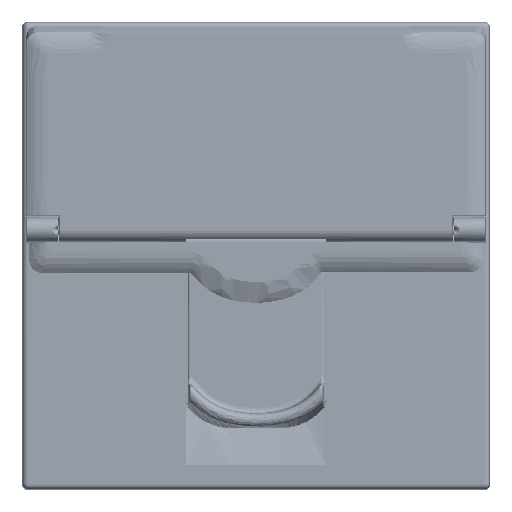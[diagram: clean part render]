
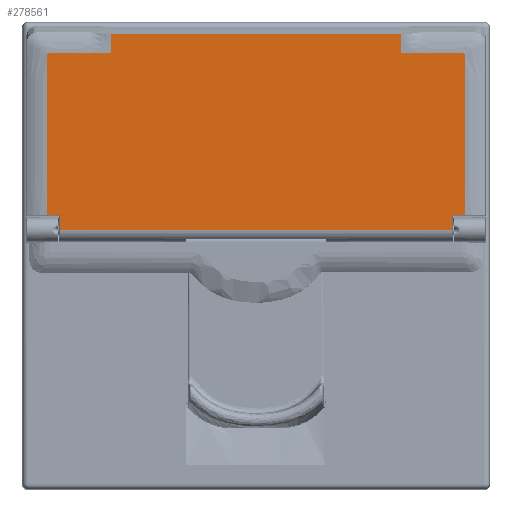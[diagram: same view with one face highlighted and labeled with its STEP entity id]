
A CAD part, top view. The second image highlights one B-rep face of the part: STEP entity #278561.
In plain terms, the highlighted planar face has unit normal (0, 0, 1).
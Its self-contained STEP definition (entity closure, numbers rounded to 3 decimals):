
#278405=AXIS2_PLACEMENT_3D('Plane Axis2P3D',#278402,#278403,#278404) ;
#277024=CARTESIAN_POINT('Vertex',(-14.,21.318,11.6)) ;
#277027=CARTESIAN_POINT('Line Origine',(0.,21.318,11.6)) ;
#277031=CARTESIAN_POINT('Vertex',(14.,21.318,11.6)) ;
#278322=CARTESIAN_POINT('Vertex',(-19.985,19.515,11.6)) ;
#278325=CARTESIAN_POINT('Line Origine',(0.,19.515,11.6)) ;
#278329=CARTESIAN_POINT('Vertex',(-16.,19.515,11.6)) ;
#278378=CARTESIAN_POINT('Control Point',(-16.,19.515,11.6)) ;
#278379=CARTESIAN_POINT('Control Point',(-15.6,19.515,11.6)) ;
#278380=CARTESIAN_POINT('Control Point',(-15.2,19.515,11.6)) ;
#278381=CARTESIAN_POINT('Control Point',(-14.8,19.515,11.6)) ;
#278382=CARTESIAN_POINT('Control Point',(-14.4,19.515,11.6)) ;
#278383=CARTESIAN_POINT('Control Point',(-14.,19.515,11.6)) ;
#278384=CARTESIAN_POINT('Vertex',(-14.,19.515,11.6)) ;
#278388=CARTESIAN_POINT('Control Point',(-14.,21.318,11.6)) ;
#278389=CARTESIAN_POINT('Control Point',(-14.,20.957,11.6)) ;
#278390=CARTESIAN_POINT('Control Point',(-14.,20.597,11.6)) ;
#278391=CARTESIAN_POINT('Control Point',(-14.,20.236,11.6)) ;
#278392=CARTESIAN_POINT('Control Point',(-14.,19.876,11.6)) ;
#278393=CARTESIAN_POINT('Control Point',(-14.,19.515,11.6)) ;
#278402=CARTESIAN_POINT('Axis2P3D Location',(0.,2.5,11.6)) ;
#278407=CARTESIAN_POINT('Line Origine',(-18.95,3.951,11.6)) ;
#278411=CARTESIAN_POINT('Vertex',(-19.,3.951,11.6)) ;
#278413=CARTESIAN_POINT('Vertex',(-18.899,3.951,11.6)) ;
#278416=CARTESIAN_POINT('Line Origine',(-18.899,3.897,11.6)) ;
#278420=CARTESIAN_POINT('Vertex',(-18.899,3.844,11.6)) ;
#278423=CARTESIAN_POINT('Line Origine',(-18.899,3.172,11.6)) ;
#278427=CARTESIAN_POINT('Vertex',(-18.899,2.5,11.6)) ;
#278430=CARTESIAN_POINT('Line Origine',(-12.8,2.5,11.6)) ;
#278434=CARTESIAN_POINT('Vertex',(-6.7,2.5,11.6)) ;
#278437=CARTESIAN_POINT('Line Origine',(0.,2.5,11.6)) ;
#278441=CARTESIAN_POINT('Vertex',(6.7,2.5,11.6)) ;
#278444=CARTESIAN_POINT('Line Origine',(12.8,2.5,11.6)) ;
#278448=CARTESIAN_POINT('Vertex',(18.899,2.5,11.6)) ;
#278451=CARTESIAN_POINT('Line Origine',(18.899,3.172,11.6)) ;
#278455=CARTESIAN_POINT('Vertex',(18.899,3.844,11.6)) ;
#278458=CARTESIAN_POINT('Line Origine',(18.899,3.897,11.6)) ;
#278462=CARTESIAN_POINT('Vertex',(18.899,3.951,11.6)) ;
#278465=CARTESIAN_POINT('Line Origine',(18.95,3.951,11.6)) ;
#278469=CARTESIAN_POINT('Vertex',(19.,3.951,11.6)) ;
#278472=CARTESIAN_POINT('Line Origine',(19.542,3.951,11.6)) ;
#278476=CARTESIAN_POINT('Vertex',(20.085,3.951,11.6)) ;
#278479=CARTESIAN_POINT('Line Origine',(20.085,11.683,11.6)) ;
#278483=CARTESIAN_POINT('Vertex',(20.085,19.415,11.6)) ;
#278487=CARTESIAN_POINT('Control Point',(20.085,19.415,11.6)) ;
#278488=CARTESIAN_POINT('Control Point',(20.085,19.448,11.6)) ;
#278489=CARTESIAN_POINT('Control Point',(20.071,19.479,11.6)) ;
#278490=CARTESIAN_POINT('Control Point',(20.047,19.502,11.6)) ;
#278491=CARTESIAN_POINT('Control Point',(20.017,19.515,11.6)) ;
#278492=CARTESIAN_POINT('Control Point',(19.985,19.515,11.6)) ;
#278493=CARTESIAN_POINT('Vertex',(19.985,19.515,11.6)) ;
#278496=CARTESIAN_POINT('Line Origine',(17.992,19.515,11.6)) ;
#278500=CARTESIAN_POINT('Vertex',(16.,19.515,11.6)) ;
#278503=CARTESIAN_POINT('Line Origine',(15.,19.515,11.6)) ;
#278507=CARTESIAN_POINT('Vertex',(14.,19.515,11.6)) ;
#278510=CARTESIAN_POINT('Line Origine',(14.,20.416,11.6)) ;
#278516=CARTESIAN_POINT('Control Point',(-20.085,19.415,11.6)) ;
#278517=CARTESIAN_POINT('Control Point',(-20.085,19.448,11.6)) ;
#278518=CARTESIAN_POINT('Control Point',(-20.071,19.479,11.6)) ;
#278519=CARTESIAN_POINT('Control Point',(-20.047,19.502,11.6)) ;
#278520=CARTESIAN_POINT('Control Point',(-20.017,19.515,11.6)) ;
#278521=CARTESIAN_POINT('Control Point',(-19.985,19.515,11.6)) ;
#278522=CARTESIAN_POINT('Vertex',(-20.085,19.415,11.6)) ;
#278525=CARTESIAN_POINT('Line Origine',(-20.085,11.683,11.6)) ;
#278529=CARTESIAN_POINT('Vertex',(-20.085,3.951,11.6)) ;
#278532=CARTESIAN_POINT('Line Origine',(-19.542,3.951,11.6)) ;
#277028=DIRECTION('Vector Direction',(-1.,0.,0.)) ;
#278326=DIRECTION('Vector Direction',(-1.,0.,0.)) ;
#278403=DIRECTION('Axis2P3D Direction',(0.,0.,-1.)) ;
#278404=DIRECTION('Axis2P3D XDirection',(0.,1.,0.)) ;
#278408=DIRECTION('Vector Direction',(1.,0.,0.)) ;
#278417=DIRECTION('Vector Direction',(0.,-1.,0.)) ;
#278424=DIRECTION('Vector Direction',(0.,-1.,0.)) ;
#278431=DIRECTION('Vector Direction',(1.,0.,0.)) ;
#278438=DIRECTION('Vector Direction',(1.,0.,0.)) ;
#278445=DIRECTION('Vector Direction',(1.,0.,0.)) ;
#278452=DIRECTION('Vector Direction',(0.,-1.,0.)) ;
#278459=DIRECTION('Vector Direction',(0.,-1.,0.)) ;
#278466=DIRECTION('Vector Direction',(1.,0.,0.)) ;
#278473=DIRECTION('Vector Direction',(-1.,0.,0.)) ;
#278480=DIRECTION('Vector Direction',(0.,1.,0.)) ;
#278497=DIRECTION('Vector Direction',(1.,0.,0.)) ;
#278504=DIRECTION('Vector Direction',(-1.,0.,0.)) ;
#278511=DIRECTION('Vector Direction',(0.,-1.,0.)) ;
#278526=DIRECTION('Vector Direction',(0.,1.,0.)) ;
#278533=DIRECTION('Vector Direction',(-1.,0.,0.)) ;
#277029=VECTOR('Line Direction',#277028,1.) ;
#278327=VECTOR('Line Direction',#278326,1.) ;
#278409=VECTOR('Line Direction',#278408,1.) ;
#278418=VECTOR('Line Direction',#278417,1.) ;
#278425=VECTOR('Line Direction',#278424,1.) ;
#278432=VECTOR('Line Direction',#278431,1.) ;
#278439=VECTOR('Line Direction',#278438,1.) ;
#278446=VECTOR('Line Direction',#278445,1.) ;
#278453=VECTOR('Line Direction',#278452,1.) ;
#278460=VECTOR('Line Direction',#278459,1.) ;
#278467=VECTOR('Line Direction',#278466,1.) ;
#278474=VECTOR('Line Direction',#278473,1.) ;
#278481=VECTOR('Line Direction',#278480,1.) ;
#278498=VECTOR('Line Direction',#278497,1.) ;
#278505=VECTOR('Line Direction',#278504,1.) ;
#278512=VECTOR('Line Direction',#278511,1.) ;
#278527=VECTOR('Line Direction',#278526,1.) ;
#278534=VECTOR('Line Direction',#278533,1.) ;
#278538=ORIENTED_EDGE('',*,*,#278415,.T.) ;
#278539=ORIENTED_EDGE('',*,*,#278422,.T.) ;
#278540=ORIENTED_EDGE('',*,*,#278429,.T.) ;
#278541=ORIENTED_EDGE('',*,*,#278436,.T.) ;
#278542=ORIENTED_EDGE('',*,*,#278443,.T.) ;
#278543=ORIENTED_EDGE('',*,*,#278450,.T.) ;
#278544=ORIENTED_EDGE('',*,*,#278457,.F.) ;
#278545=ORIENTED_EDGE('',*,*,#278464,.F.) ;
#278546=ORIENTED_EDGE('',*,*,#278471,.T.) ;
#278547=ORIENTED_EDGE('',*,*,#278478,.T.) ;
#278548=ORIENTED_EDGE('',*,*,#278485,.T.) ;
#278549=ORIENTED_EDGE('',*,*,#278495,.F.) ;
#278550=ORIENTED_EDGE('',*,*,#278502,.F.) ;
#278551=ORIENTED_EDGE('',*,*,#278509,.T.) ;
#278552=ORIENTED_EDGE('',*,*,#278514,.T.) ;
#278553=ORIENTED_EDGE('',*,*,#277033,.T.) ;
#278554=ORIENTED_EDGE('',*,*,#278394,.F.) ;
#278555=ORIENTED_EDGE('',*,*,#278386,.F.) ;
#278556=ORIENTED_EDGE('',*,*,#278331,.T.) ;
#278557=ORIENTED_EDGE('',*,*,#278524,.T.) ;
#278558=ORIENTED_EDGE('',*,*,#278531,.F.) ;
#278559=ORIENTED_EDGE('',*,*,#278536,.T.) ;
#278561=ADVANCED_FACE('2767231270.1\\R\X2\00E9\X0\sultat de VOYANT DOUBLE',(#278560),#278406,.F.) ;
#278377=B_SPLINE_CURVE_WITH_KNOTS('',5,(#278378,#278379,#278380,#278381,#278382,#278383),.UNSPECIFIED.,.F.,.U.,(6,6),(0.,2.03),.UNSPECIFIED.) ;
#278387=B_SPLINE_CURVE_WITH_KNOTS('',5,(#278388,#278389,#278390,#278391,#278392,#278393),.UNSPECIFIED.,.F.,.U.,(6,6),(0.201,2.041),.UNSPECIFIED.) ;
#278486=B_SPLINE_CURVE_WITH_KNOTS('',5,(#278487,#278488,#278489,#278490,#278491,#278492),.UNSPECIFIED.,.F.,.U.,(6,6),(0.,1.089),.UNSPECIFIED.) ;
#278515=B_SPLINE_CURVE_WITH_KNOTS('',5,(#278516,#278517,#278518,#278519,#278520,#278521),.UNSPECIFIED.,.F.,.U.,(6,6),(0.,1.089),.UNSPECIFIED.) ;
#277033=EDGE_CURVE('',#277032,#277025,#277030,.T.) ;
#278331=EDGE_CURVE('',#278330,#278323,#278328,.T.) ;
#278386=EDGE_CURVE('',#278330,#278385,#278377,.T.) ;
#278394=EDGE_CURVE('',#278385,#277025,#278387,.F.) ;
#278415=EDGE_CURVE('',#278412,#278414,#278410,.T.) ;
#278422=EDGE_CURVE('',#278414,#278421,#278419,.T.) ;
#278429=EDGE_CURVE('',#278421,#278428,#278426,.T.) ;
#278436=EDGE_CURVE('',#278428,#278435,#278433,.T.) ;
#278443=EDGE_CURVE('',#278435,#278442,#278440,.T.) ;
#278450=EDGE_CURVE('',#278442,#278449,#278447,.T.) ;
#278457=EDGE_CURVE('',#278456,#278449,#278454,.T.) ;
#278464=EDGE_CURVE('',#278463,#278456,#278461,.T.) ;
#278471=EDGE_CURVE('',#278463,#278470,#278468,.T.) ;
#278478=EDGE_CURVE('',#278470,#278477,#278475,.F.) ;
#278485=EDGE_CURVE('',#278477,#278484,#278482,.T.) ;
#278495=EDGE_CURVE('',#278494,#278484,#278486,.F.) ;
#278502=EDGE_CURVE('',#278501,#278494,#278499,.T.) ;
#278509=EDGE_CURVE('',#278501,#278508,#278506,.T.) ;
#278514=EDGE_CURVE('',#278508,#277032,#278513,.F.) ;
#278524=EDGE_CURVE('',#278323,#278523,#278515,.F.) ;
#278531=EDGE_CURVE('',#278530,#278523,#278528,.T.) ;
#278536=EDGE_CURVE('',#278530,#278412,#278535,.F.) ;
#278537=EDGE_LOOP('',(#278538,#278539,#278540,#278541,#278542,#278543,#278544,#278545,#278546,#278547,#278548,#278549,#278550,#278551,#278552,#278553,#278554,#278555,#278556,#278557,#278558,#278559)) ;
#278560=FACE_OUTER_BOUND('',#278537,.T.) ;
#277030=LINE('Line',#277027,#277029) ;
#278328=LINE('Line',#278325,#278327) ;
#278410=LINE('Line',#278407,#278409) ;
#278419=LINE('Line',#278416,#278418) ;
#278426=LINE('Line',#278423,#278425) ;
#278433=LINE('Line',#278430,#278432) ;
#278440=LINE('Line',#278437,#278439) ;
#278447=LINE('Line',#278444,#278446) ;
#278454=LINE('Line',#278451,#278453) ;
#278461=LINE('Line',#278458,#278460) ;
#278468=LINE('Line',#278465,#278467) ;
#278475=LINE('Line',#278472,#278474) ;
#278482=LINE('Line',#278479,#278481) ;
#278499=LINE('Line',#278496,#278498) ;
#278506=LINE('Line',#278503,#278505) ;
#278513=LINE('Line',#278510,#278512) ;
#278528=LINE('Line',#278525,#278527) ;
#278535=LINE('Line',#278532,#278534) ;
#278406=PLANE('',#278405) ;
#277025=VERTEX_POINT('',#277024) ;
#277032=VERTEX_POINT('',#277031) ;
#278323=VERTEX_POINT('',#278322) ;
#278330=VERTEX_POINT('',#278329) ;
#278385=VERTEX_POINT('',#278384) ;
#278412=VERTEX_POINT('',#278411) ;
#278414=VERTEX_POINT('',#278413) ;
#278421=VERTEX_POINT('',#278420) ;
#278428=VERTEX_POINT('',#278427) ;
#278435=VERTEX_POINT('',#278434) ;
#278442=VERTEX_POINT('',#278441) ;
#278449=VERTEX_POINT('',#278448) ;
#278456=VERTEX_POINT('',#278455) ;
#278463=VERTEX_POINT('',#278462) ;
#278470=VERTEX_POINT('',#278469) ;
#278477=VERTEX_POINT('',#278476) ;
#278484=VERTEX_POINT('',#278483) ;
#278494=VERTEX_POINT('',#278493) ;
#278501=VERTEX_POINT('',#278500) ;
#278508=VERTEX_POINT('',#278507) ;
#278523=VERTEX_POINT('',#278522) ;
#278530=VERTEX_POINT('',#278529) ;
